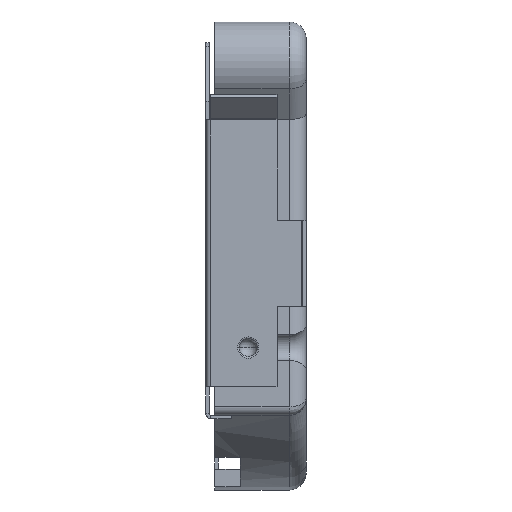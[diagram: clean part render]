
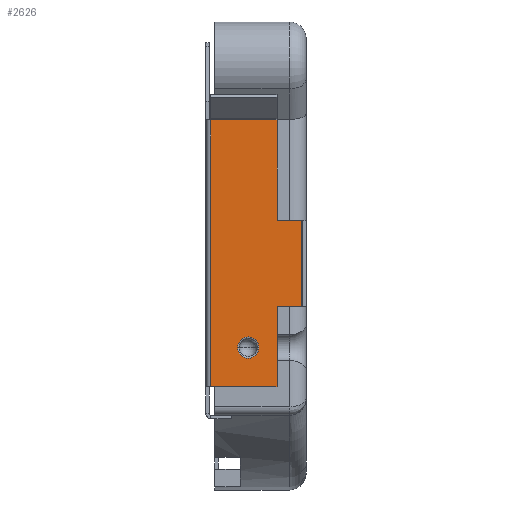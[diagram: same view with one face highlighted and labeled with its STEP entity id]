
A CAD part, left-side view. The second image highlights one B-rep face of the part: STEP entity #2626.
In plain terms, the highlighted planar face has unit normal (-1, 0, 0).
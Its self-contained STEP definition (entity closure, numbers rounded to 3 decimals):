
#5 = DIRECTION ( 'NONE',  ( 0., 1., 0. ) ) ;
#10 = CARTESIAN_POINT ( 'NONE',  ( -13.6, 1.72, -9.205 ) ) ;
#90 = CIRCLE ( 'NONE', #5150, 0.627 ) ;
#112 = LINE ( 'NONE', #2412, #4353 ) ;
#122 = CARTESIAN_POINT ( 'NONE',  ( -13.6, 2.793, -6.895 ) ) ;
#125 = EDGE_LOOP ( 'NONE', ( #2617, #3894, #3523, #5231, #5567, #3322, #2534, #3292 ) ) ;
#127 = VECTOR ( 'NONE', #7146, 1000. ) ;
#175 = DIRECTION ( 'NONE',  ( 0., 1., 0. ) ) ;
#258 = VERTEX_POINT ( 'NONE', #4816 ) ;
#266 = DIRECTION ( 'NONE',  ( 0., 0., -1. ) ) ;
#268 = CARTESIAN_POINT ( 'NONE',  ( -13.6, 0.3, -4.445 ) ) ;
#294 = LINE ( 'NONE', #2741, #5994 ) ;
#386 = CARTESIAN_POINT ( 'NONE',  ( -13.6, 3.42, -6.895 ) ) ;
#534 = VERTEX_POINT ( 'NONE', #3505 ) ;
#606 = CARTESIAN_POINT ( 'NONE',  ( -13.6, 1.72, 0.635 ) ) ;
#640 = CIRCLE ( 'NONE', #3497, 0.627 ) ;
#655 = EDGE_CURVE ( 'NONE', #1662, #6725, #3056, .T. ) ;
#664 = CARTESIAN_POINT ( 'NONE',  ( -13.6, 3.42, -6.895 ) ) ;
#684 = LINE ( 'NONE', #5666, #4909 ) ;
#939 = DIRECTION ( 'NONE',  ( 1., 0., 0. ) ) ;
#1209 = VERTEX_POINT ( 'NONE', #1911 ) ;
#1227 = CARTESIAN_POINT ( 'NONE',  ( -13.6, 5.62, 0. ) ) ;
#1503 = DIRECTION ( 'NONE',  ( 0., 1., 0. ) ) ;
#1529 = EDGE_CURVE ( 'NONE', #7152, #6848, #6963, .T. ) ;
#1662 = VERTEX_POINT ( 'NONE', #5984 ) ;
#1842 = DIRECTION ( 'NONE',  ( 0., 0., -1. ) ) ;
#1845 = EDGE_CURVE ( 'NONE', #6725, #3792, #5736, .T. ) ;
#1911 = CARTESIAN_POINT ( 'NONE',  ( -13.6, 4.047, -6.895 ) ) ;
#2027 = ORIENTED_EDGE ( 'NONE', *, *, #3095, .T. ) ;
#2031 = PLANE ( 'NONE',  #6974 ) ;
#2152 = CARTESIAN_POINT ( 'NONE',  ( -13.6, 1.72, 0.635 ) ) ;
#2412 = CARTESIAN_POINT ( 'NONE',  ( -13.6, 1.72, -4.445 ) ) ;
#2463 = LINE ( 'NONE', #1227, #2739 ) ;
#2468 = CARTESIAN_POINT ( 'NONE',  ( -13.6, 1.72, -9.205 ) ) ;
#2534 = ORIENTED_EDGE ( 'NONE', *, *, #1845, .F. ) ;
#2617 = ORIENTED_EDGE ( 'NONE', *, *, #6435, .T. ) ;
#2626 = ADVANCED_FACE ( 'NONE', ( #7021, #3399 ), #2031, .F. ) ;
#2739 = VECTOR ( 'NONE', #3925, 1000. ) ;
#2741 = CARTESIAN_POINT ( 'NONE',  ( -13.6, 1.72, 6.545 ) ) ;
#2847 = CARTESIAN_POINT ( 'NONE',  ( -13.6, 0.3, 0.635 ) ) ;
#3056 = LINE ( 'NONE', #2468, #3842 ) ;
#3058 = DIRECTION ( 'NONE',  ( 0., -1., 0. ) ) ;
#3095 = EDGE_CURVE ( 'NONE', #6885, #1209, #90, .T. ) ;
#3280 = LINE ( 'NONE', #3426, #4975 ) ;
#3292 = ORIENTED_EDGE ( 'NONE', *, *, #655, .F. ) ;
#3322 = ORIENTED_EDGE ( 'NONE', *, *, #5743, .T. ) ;
#3399 = FACE_OUTER_BOUND ( 'NONE', #125, .T. ) ;
#3426 = CARTESIAN_POINT ( 'NONE',  ( -13.6, 1.72, -9.205 ) ) ;
#3497 = AXIS2_PLACEMENT_3D ( 'NONE', #664, #3996, #175 ) ;
#3505 = CARTESIAN_POINT ( 'NONE',  ( -13.6, 5.62, 6.545 ) ) ;
#3523 = ORIENTED_EDGE ( 'NONE', *, *, #1529, .F. ) ;
#3792 = VERTEX_POINT ( 'NONE', #5947 ) ;
#3842 = VECTOR ( 'NONE', #266, 1000. ) ;
#3862 = ORIENTED_EDGE ( 'NONE', *, *, #6895, .T. ) ;
#3894 = ORIENTED_EDGE ( 'NONE', *, *, #4075, .F. ) ;
#3925 = DIRECTION ( 'NONE',  ( 0., 0., -1. ) ) ;
#3996 = DIRECTION ( 'NONE',  ( 1., 0., 0. ) ) ;
#4075 = EDGE_CURVE ( 'NONE', #6848, #5411, #684, .T. ) ;
#4266 = DIRECTION ( 'NONE',  ( 1., 0., 0. ) ) ;
#4353 = VECTOR ( 'NONE', #3058, 1000. ) ;
#4539 = DIRECTION ( 'NONE',  ( 0., -1., 0. ) ) ;
#4816 = CARTESIAN_POINT ( 'NONE',  ( -13.6, 1.72, 6.545 ) ) ;
#4859 = EDGE_CURVE ( 'NONE', #258, #7152, #3280, .T. ) ;
#4909 = VECTOR ( 'NONE', #5085, 1000. ) ;
#4975 = VECTOR ( 'NONE', #1842, 1000. ) ;
#5085 = DIRECTION ( 'NONE',  ( 0., 0., -1. ) ) ;
#5150 = AXIS2_PLACEMENT_3D ( 'NONE', #386, #939, #1503 ) ;
#5231 = ORIENTED_EDGE ( 'NONE', *, *, #4859, .F. ) ;
#5411 = VERTEX_POINT ( 'NONE', #268 ) ;
#5567 = ORIENTED_EDGE ( 'NONE', *, *, #6241, .F. ) ;
#5666 = CARTESIAN_POINT ( 'NONE',  ( -13.6, 0.3, 0.635 ) ) ;
#5736 = LINE ( 'NONE', #6150, #127 ) ;
#5743 = EDGE_CURVE ( 'NONE', #534, #3792, #2463, .T. ) ;
#5768 = EDGE_LOOP ( 'NONE', ( #3862, #2027 ) ) ;
#5947 = CARTESIAN_POINT ( 'NONE',  ( -13.6, 5.62, -9.205 ) ) ;
#5984 = CARTESIAN_POINT ( 'NONE',  ( -13.6, 1.72, -4.445 ) ) ;
#5994 = VECTOR ( 'NONE', #4539, 1000. ) ;
#6150 = CARTESIAN_POINT ( 'NONE',  ( -13.6, 5.72, -9.205 ) ) ;
#6241 = EDGE_CURVE ( 'NONE', #534, #258, #294, .T. ) ;
#6435 = EDGE_CURVE ( 'NONE', #1662, #5411, #112, .T. ) ;
#6562 = DIRECTION ( 'NONE',  ( 0., -1., 0. ) ) ;
#6725 = VERTEX_POINT ( 'NONE', #10 ) ;
#6780 = VECTOR ( 'NONE', #6562, 1000. ) ;
#6848 = VERTEX_POINT ( 'NONE', #2847 ) ;
#6885 = VERTEX_POINT ( 'NONE', #122 ) ;
#6895 = EDGE_CURVE ( 'NONE', #1209, #6885, #640, .T. ) ;
#6963 = LINE ( 'NONE', #2152, #6780 ) ;
#6974 = AXIS2_PLACEMENT_3D ( 'NONE', #6988, #4266, #5 ) ;
#6988 = CARTESIAN_POINT ( 'NONE',  ( -13.6, 1.72, 0.635 ) ) ;
#7021 = FACE_BOUND ( 'NONE', #5768, .T. ) ;
#7146 = DIRECTION ( 'NONE',  ( 0., 1., 0. ) ) ;
#7152 = VERTEX_POINT ( 'NONE', #606 ) ;
